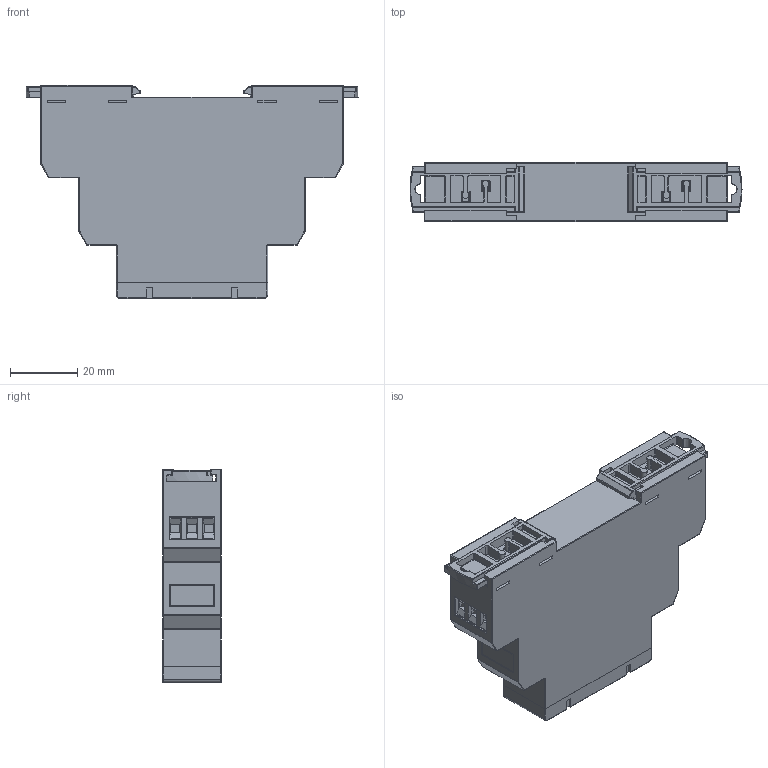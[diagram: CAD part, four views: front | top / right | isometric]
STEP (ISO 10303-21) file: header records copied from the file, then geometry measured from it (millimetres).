
FILE_DESCRIPTION (( 'STEP AP214' ), '1' );
FILE_NAME ('MT-PI-1Z.STEP', '2015-01-28T07:13:36', ( '' ), ( '' ), 'SwSTEP 2.0', 'SolidWorks 2012', '' );
FILE_SCHEMA (( 'AUTOMOTIVE_DESIGN' ));
Length unit declared in the file: millimetre
Products named in the file (3): T4NW-2000 Zaczep na szynê DIN; MT-PI-1Z
Assembly tree (3 placements, depth 2):
  MT-PI-1Z
    MT-PI-1Z
    T4NW-2000 Zaczep na szynê DIN  x2
Bounding box: 98.8 x 17.5 x 63.4 mm (x, y, z)
Volume: 75470.1 mm3; surface area: 18251.6 mm2
Topology: 3 solids, 3 shells, 767 faces, 1846 edges, 1100 vertices
Faces by surface type: plane 342, cylinder 269, torus 61, sphere 59, bspline 24, cone 12
Entity records: 24021 total; most frequent: CARTESIAN_POINT 3789, DIRECTION 3062, ORIENTED_EDGE 3034, EDGE_CURVE 1517, AXIS2_PLACEMENT_3D 1057, LINE 948, VECTOR 948, VERTEX_POINT 918
